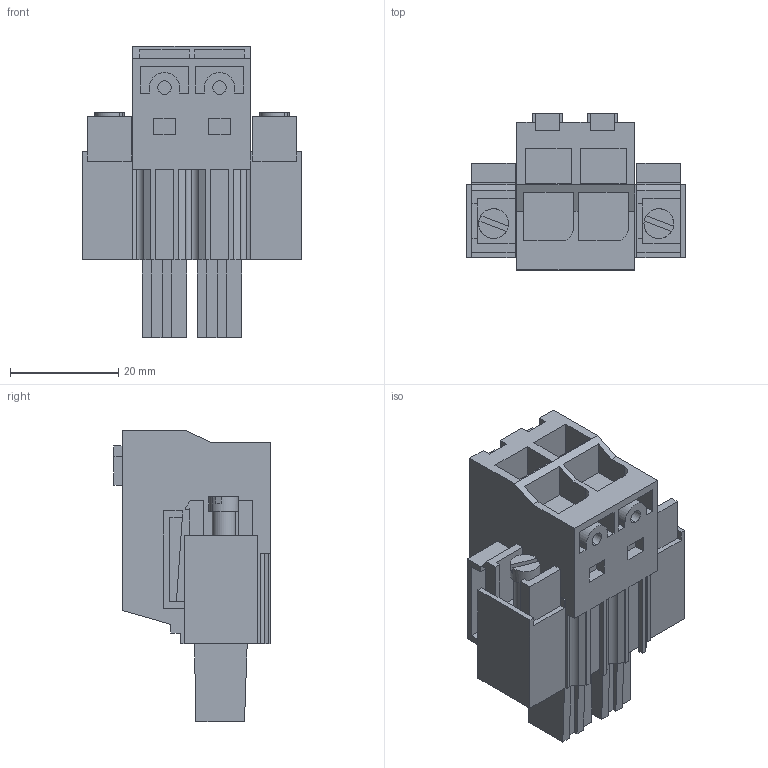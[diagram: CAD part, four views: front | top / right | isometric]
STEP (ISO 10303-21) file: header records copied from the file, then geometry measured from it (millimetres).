
FILE_DESCRIPTION(('CATIA V5 STEP Exchange','CAx-IF Rec.Pracs.--- Model Styling and Organization---1.2---2011-12-15'),'2;1');
FILE_NAME ('D1462881_0_2493340000_2493340000.stp','2017-07-19T08:59:22+00:00',('none'),('Weidmueller'),'CATIA Version 5-6 Release 2014','CATIA V5 STEP AP214','none');
FILE_SCHEMA(('AUTOMOTIVE_DESIGN { 1 0 10303 214 1 1 1 1 }'));
Length unit declared in the file: millimetre
Products named in the file (1): 2493340000
Bounding box: 40.58 x 28.9 x 53.9 mm (x, y, z)
Volume: 24953 mm3; surface area: 14778.7 mm2
Topology: 7 solids, 7 shells, 390 faces, 1081 edges, 720 vertices
Faces by surface type: plane 360, cylinder 30
Entity records: 11649 total; most frequent: ORIENTED_EDGE 2162, CARTESIAN_POINT 2077, DIRECTION 1625, EDGE_CURVE 1081, VECTOR 1005, LINE 1005, VERTEX_POINT 720, EDGE_LOOP 413
